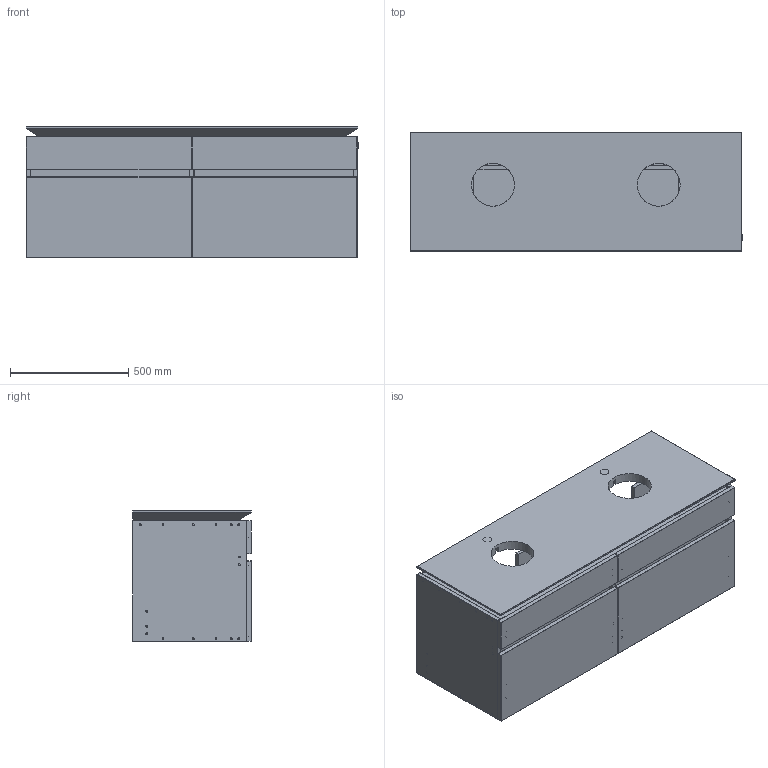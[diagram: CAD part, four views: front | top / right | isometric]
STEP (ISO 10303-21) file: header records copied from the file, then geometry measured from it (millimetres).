
FILE_DESCRIPTION((' '),'2;1');
FILE_NAME('B66900_B669L0.stp','2022-05-16T08:28:50',(' '),(' '),' ','ACIS',' ');
FILE_SCHEMA(('CONFIG_CONTROL_DESIGN'));
Length unit declared in the file: millimetre
Products named in the file (29): B66900_B669L0.stp; Körper1; Körper2; Körper3; Körper4; Körper5; Körper6; Körper7; Körper8; Körper9; Körper10; Körper11; Körper12; Körper13; Körper14; Körper15; Körper16; Körper17; Körper18; Körper19; Körper20; Körper21; Körper22; Körper23; Körper24; Körper25; Körper26; Körper27; Körper28
Assembly tree (28 placements, depth 2):
  B66900_B669L0.stp
    Körper1
    Körper2
    Körper3
    Körper4
    Körper5
    Körper6
    Körper7
    Körper8
    Körper9
    Körper10
    Körper11
    Körper12
    Körper13
    Körper14
    Körper15
    Körper16
    Körper17
    Körper18
    Körper19
    Körper20
    Körper21
    Körper22
    Körper23
    Körper24
    Körper25
    Körper26
    Körper27
    Körper28
Bounding box: 1401.5 x 500 x 551.8 mm (x, y, z)
Volume: 85593408.9 mm3; surface area: 9298893.3 mm2
Topology: 28 solids, 28 shells, 823 faces, 1647 edges, 1114 vertices
Faces by surface type: plane 532, cylinder 289, cone 1, torus 1
Full cylindrical faces by diameter (mm): 3 x88, 5 x31, 6.5 x6, 8 x59, 8.01 x46, 10 x26, 26 x1, 181 x2
Entity records: 24041 total; most frequent: DIRECTION 3692, CARTESIAN_POINT 3322, ORIENTED_EDGE 2666, AXIS2_PLACEMENT_3D 1484, EDGE_LOOP 1368, EDGE_CURVE 1333, VERTEX_POINT 1061, FACE_OUTER_BOUND 823
